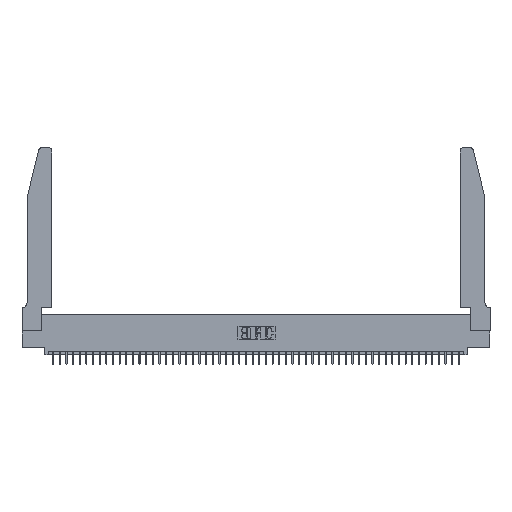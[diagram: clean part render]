
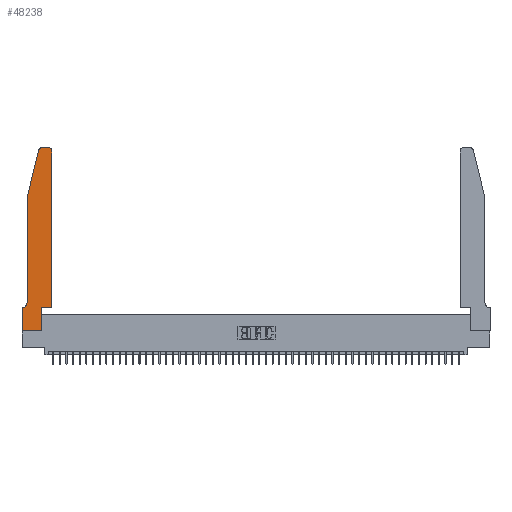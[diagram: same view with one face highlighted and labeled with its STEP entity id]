
A CAD part, top view. The second image highlights one B-rep face of the part: STEP entity #48238.
In plain terms, the highlighted planar face has unit normal (0, 0, 1).
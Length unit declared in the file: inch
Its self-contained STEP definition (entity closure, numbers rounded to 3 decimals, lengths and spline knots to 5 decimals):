
#195 = CARTESIAN_POINT ( 'NONE',  ( 0.0055, 0.42, 0.37 ) ) ;
#364 = EDGE_CURVE ( 'NONE', #29093, #38857, #11751, .T. ) ;
#659 = ORIENTED_EDGE ( 'NONE', *, *, #10576, .T. ) ;
#700 = CARTESIAN_POINT ( 'NONE',  ( 0.2865, 0.35, 0.37 ) ) ;
#1127 = CARTESIAN_POINT ( 'NONE',  ( 0.284, 2.72, 0.37 ) ) ;
#1488 = VECTOR ( 'NONE', #47404, 39.37008 ) ;
#1886 = DIRECTION ( 'NONE',  ( 0., 0., 1. ) ) ;
#2147 = EDGE_LOOP ( 'NONE', ( #9546, #45779, #41821, #19585, #42619, #10307, #45778, #48409, #42742, #2666, #659, #26676 ) ) ;
#2294 = DIRECTION ( 'NONE',  ( 0., 0., 1. ) ) ;
#2332 = LINE ( 'NONE', #29673, #21435 ) ;
#2666 = ORIENTED_EDGE ( 'NONE', *, *, #30828, .T. ) ;
#3038 = VECTOR ( 'NONE', #37207, 39.37008 ) ;
#3178 = CARTESIAN_POINT ( 'NONE',  ( 0.2865, 0., 0.37 ) ) ;
#3401 = DIRECTION ( 'NONE',  ( -1., 0., 0. ) ) ;
#3837 = AXIS2_PLACEMENT_3D ( 'NONE', #36855, #2294, #30145 ) ;
#4549 = CARTESIAN_POINT ( 'NONE',  ( 0.25487, 2.72718, 0.37 ) ) ;
#4841 = VERTEX_POINT ( 'NONE', #9209 ) ;
#5337 = LINE ( 'NONE', #33684, #20117 ) ;
#5381 = VERTEX_POINT ( 'NONE', #3178 ) ;
#5612 = CARTESIAN_POINT ( 'NONE',  ( 0.4505, 0.35, 0.37 ) ) ;
#6632 = CARTESIAN_POINT ( 'NONE',  ( 0.4505, 0.35, 0.37 ) ) ;
#7030 = VECTOR ( 'NONE', #47154, 39.37008 ) ;
#7288 = AXIS2_PLACEMENT_3D ( 'NONE', #1127, #1886, #16604 ) ;
#7697 = LINE ( 'NONE', #39157, #32763 ) ;
#8143 = VERTEX_POINT ( 'NONE', #12308 ) ;
#8198 = CARTESIAN_POINT ( 'NONE',  ( 0.2865, 0.35, 0.37 ) ) ;
#9209 = CARTESIAN_POINT ( 'NONE',  ( 0.0755, 0.42, 0.37 ) ) ;
#9388 = CIRCLE ( 'NONE', #29974, 0.07 ) ;
#9546 = ORIENTED_EDGE ( 'NONE', *, *, #15152, .T. ) ;
#10307 = ORIENTED_EDGE ( 'NONE', *, *, #11712, .T. ) ;
#10576 = EDGE_CURVE ( 'NONE', #45210, #29093, #17228, .T. ) ;
#11052 = DIRECTION ( 'NONE',  ( 1., 0., 0. ) ) ;
#11712 = EDGE_CURVE ( 'NONE', #34154, #42085, #39237, .T. ) ;
#11751 = CIRCLE ( 'NONE', #30703, 0.03 ) ;
#12054 = DIRECTION ( 'NONE',  ( -1., 0., 0. ) ) ;
#12308 = CARTESIAN_POINT ( 'NONE',  ( 0.0755, 2., 0.37 ) ) ;
#13066 = VECTOR ( 'NONE', #20320, 39.37008 ) ;
#14151 = DIRECTION ( 'NONE',  ( 0., 0., 1. ) ) ;
#14456 = DIRECTION ( 'NONE',  ( -1., 0., 0. ) ) ;
#15152 = EDGE_CURVE ( 'NONE', #38857, #38279, #2332, .T. ) ;
#15695 = LINE ( 'NONE', #28051, #7030 ) ;
#16604 = DIRECTION ( 'NONE',  ( 1., 0., 0. ) ) ;
#17228 = LINE ( 'NONE', #5612, #41800 ) ;
#17258 = CARTESIAN_POINT ( 'NONE',  ( 0.4205, 2.72, 0.37 ) ) ;
#19585 = ORIENTED_EDGE ( 'NONE', *, *, #49631, .T. ) ;
#20117 = VECTOR ( 'NONE', #49433, 39.37008 ) ;
#20320 = DIRECTION ( 'NONE',  ( 0., 1., 0. ) ) ;
#20586 = CARTESIAN_POINT ( 'NONE',  ( 0.0755, 2., 0.37 ) ) ;
#21435 = VECTOR ( 'NONE', #14456, 39.37008 ) ;
#21611 = DIRECTION ( 'NONE',  ( 0., 1., 0. ) ) ;
#22975 = CIRCLE ( 'NONE', #7288, 0.03 ) ;
#25854 = CARTESIAN_POINT ( 'NONE',  ( 0., 0.35, 0.37 ) ) ;
#26676 = ORIENTED_EDGE ( 'NONE', *, *, #364, .T. ) ;
#26764 = CARTESIAN_POINT ( 'NONE',  ( 0.0055, 0.35, 0.37 ) ) ;
#27788 = LINE ( 'NONE', #8198, #13066 ) ;
#28051 = CARTESIAN_POINT ( 'NONE',  ( 0.0755, 2., 0.37 ) ) ;
#28686 = EDGE_CURVE ( 'NONE', #42085, #39563, #5337, .T. ) ;
#29093 = VERTEX_POINT ( 'NONE', #31339 ) ;
#29673 = CARTESIAN_POINT ( 'NONE',  ( 0.2605, 2.75, 0.37 ) ) ;
#29736 = LINE ( 'NONE', #33080, #3038 ) ;
#29974 = AXIS2_PLACEMENT_3D ( 'NONE', #195, #47387, #12054 ) ;
#30145 = DIRECTION ( 'NONE',  ( 1., 0., 0. ) ) ;
#30703 = AXIS2_PLACEMENT_3D ( 'NONE', #17258, #14151, #45611 ) ;
#30828 = EDGE_CURVE ( 'NONE', #34296, #45210, #29736, .T. ) ;
#31339 = CARTESIAN_POINT ( 'NONE',  ( 0.4505, 2.72, 0.37 ) ) ;
#31626 = VERTEX_POINT ( 'NONE', #4549 ) ;
#32763 = VECTOR ( 'NONE', #11052, 39.37008 ) ;
#33080 = CARTESIAN_POINT ( 'NONE',  ( 0.4505, 0.35, 0.37 ) ) ;
#33684 = CARTESIAN_POINT ( 'NONE',  ( 0., 0., 0.37 ) ) ;
#34154 = VERTEX_POINT ( 'NONE', #26764 ) ;
#34296 = VERTEX_POINT ( 'NONE', #700 ) ;
#34323 = EDGE_CURVE ( 'NONE', #4841, #34154, #9388, .T. ) ;
#35304 = VECTOR ( 'NONE', #3401, 39.37008 ) ;
#36855 = CARTESIAN_POINT ( 'NONE',  ( 0., 0.35, 0.37 ) ) ;
#37207 = DIRECTION ( 'NONE',  ( 1., 0., 0. ) ) ;
#37441 = CARTESIAN_POINT ( 'NONE',  ( 0.4205, 2.75, 0.37 ) ) ;
#38279 = VERTEX_POINT ( 'NONE', #38646 ) ;
#38415 = EDGE_CURVE ( 'NONE', #31626, #8143, #15695, .T. ) ;
#38475 = CARTESIAN_POINT ( 'NONE',  ( 0.0755, 0.35, 0.37 ) ) ;
#38646 = CARTESIAN_POINT ( 'NONE',  ( 0.284, 2.75, 0.37 ) ) ;
#38857 = VERTEX_POINT ( 'NONE', #37441 ) ;
#39157 = CARTESIAN_POINT ( 'NONE',  ( 0., 0., 0.37 ) ) ;
#39237 = LINE ( 'NONE', #38475, #35304 ) ;
#39563 = VERTEX_POINT ( 'NONE', #47413 ) ;
#39977 = FACE_OUTER_BOUND ( 'NONE', #2147, .T. ) ;
#40436 = LINE ( 'NONE', #20586, #1488 ) ;
#41800 = VECTOR ( 'NONE', #21611, 39.37008 ) ;
#41821 = ORIENTED_EDGE ( 'NONE', *, *, #38415, .T. ) ;
#41936 = EDGE_CURVE ( 'NONE', #38279, #31626, #22975, .T. ) ;
#42085 = VERTEX_POINT ( 'NONE', #25854 ) ;
#42619 = ORIENTED_EDGE ( 'NONE', *, *, #34323, .T. ) ;
#42742 = ORIENTED_EDGE ( 'NONE', *, *, #43719, .T. ) ;
#43719 = EDGE_CURVE ( 'NONE', #5381, #34296, #27788, .T. ) ;
#44848 = PLANE ( 'NONE',  #3837 ) ;
#45210 = VERTEX_POINT ( 'NONE', #6632 ) ;
#45611 = DIRECTION ( 'NONE',  ( 1., 0., 0. ) ) ;
#45779 = ORIENTED_EDGE ( 'NONE', *, *, #41936, .T. ) ;
#45778 = ORIENTED_EDGE ( 'NONE', *, *, #28686, .T. ) ;
#47154 = DIRECTION ( 'NONE',  ( -0.239, -0.971, 0. ) ) ;
#47387 = DIRECTION ( 'NONE',  ( 0., 0., -1. ) ) ;
#47404 = DIRECTION ( 'NONE',  ( 0., -1., 0. ) ) ;
#47413 = CARTESIAN_POINT ( 'NONE',  ( 0., 0., 0.37 ) ) ;
#48238 = ADVANCED_FACE ( 'NONE', ( #39977 ), #44848, .T. ) ;
#48409 = ORIENTED_EDGE ( 'NONE', *, *, #49581, .T. ) ;
#49433 = DIRECTION ( 'NONE',  ( 0., -1., 0. ) ) ;
#49581 = EDGE_CURVE ( 'NONE', #39563, #5381, #7697, .T. ) ;
#49631 = EDGE_CURVE ( 'NONE', #8143, #4841, #40436, .T. ) ;
